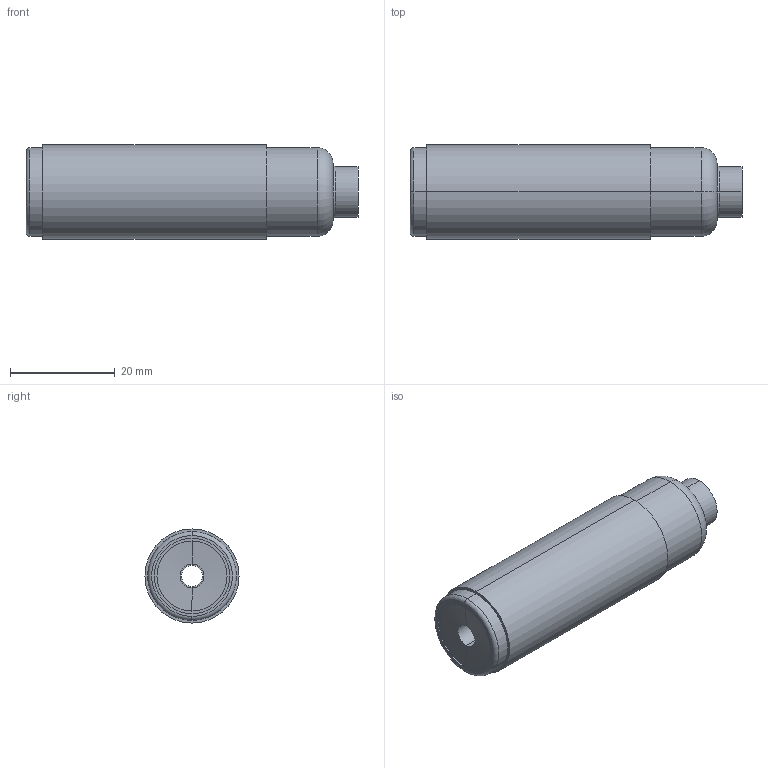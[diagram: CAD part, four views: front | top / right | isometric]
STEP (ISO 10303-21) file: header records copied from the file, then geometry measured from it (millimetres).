
FILE_DESCRIPTION (( 'STEP AP214' ), '1' );
FILE_NAME ('LCCB008_3D.step', '2024-10-10T20:59:01', ( '' ), ( '' ), 'SwSTEP 2.0', 'SolidWorks 2022', '' );
FILE_SCHEMA (( 'AUTOMOTIVE_DESIGN' ));
Length unit declared in the file: inch
Products named in the file (1): LCCB008_3D
Bounding box: 63.45 x 17.98 x 17.98 mm (x, y, z)
Volume: 13703.2 mm3; surface area: 4668.6 mm2
Topology: 1 solids, 1 shells, 29 faces, 58 edges, 36 vertices
Faces by surface type: cylinder 14, plane 7, torus 6, cone 2
Entity records: 814 total; most frequent: DIRECTION 160, CARTESIAN_POINT 124, ORIENTED_EDGE 116, AXIS2_PLACEMENT_3D 72, EDGE_CURVE 58, CIRCLE 42, EDGE_LOOP 36, VERTEX_POINT 36
